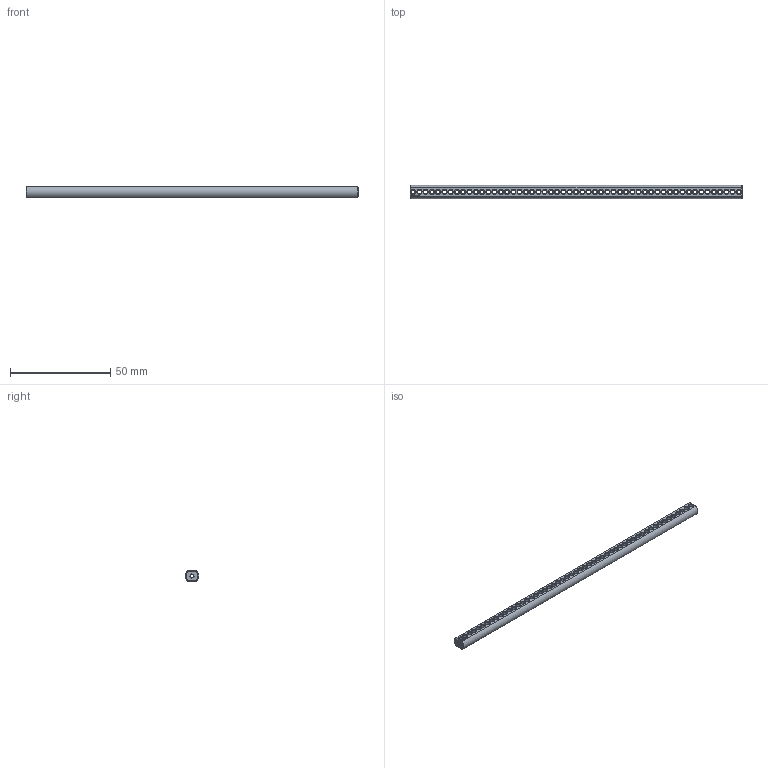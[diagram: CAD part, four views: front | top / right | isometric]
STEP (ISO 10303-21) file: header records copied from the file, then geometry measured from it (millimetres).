
FILE_DESCRIPTION(('FreeCAD Model'),'2;1');
FILE_NAME('Open CASCADE Shape Model','2024-06-18T14:08:25',(''),(''), 'Open CASCADE STEP processor 7.6','FreeCAD','Unknown');
FILE_SCHEMA(('AUTOMOTIVE_DESIGN { 1 0 10303 214 1 1 1 1 }'));
Length unit declared in the file: millimetre
Products named in the file (1): Shaft IDX BU13.25 - SPN-SFT-0173 (stemfie.org)
Bounding box: 165.62 x 6.6 x 5 mm (x, y, z)
Volume: 3779.7 mm3; surface area: 4772.8 mm2
Topology: 1 solids, 1 shells, 732 faces, 2213 edges, 1402 vertices
Faces by surface type: plane 320, cylinder 162, extrusion 140, cone 110
Full cylindrical faces by diameter (mm): 2 x160
Entity records: 25389 total; most frequent: CARTESIAN_POINT 5188, ORIENTED_EDGE 4426, DIRECTION 3921, EDGE_CURVE 2213, VECTOR 1411, VERTEX_POINT 1402, LINE 1271, AXIS2_PLACEMENT_3D 1255
